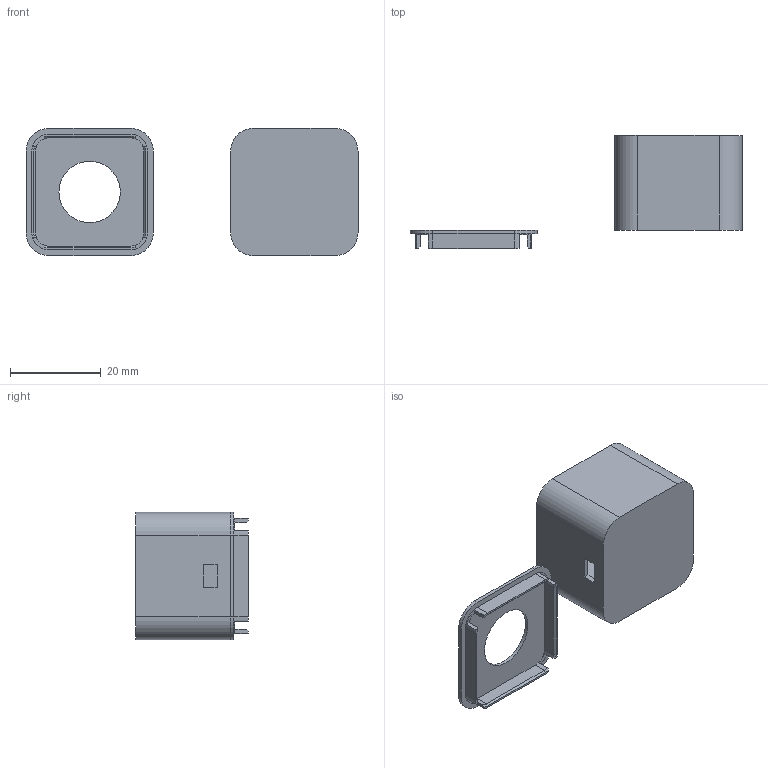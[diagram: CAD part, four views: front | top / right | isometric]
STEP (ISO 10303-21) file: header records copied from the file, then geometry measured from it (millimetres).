
FILE_DESCRIPTION(/* description */ (''),/* implementation_level */ '2;1');
FILE_NAME(/* name */ 'Case Button v3.step',/* time_stamp */ '2023-01-15T21:11:52+08:00',/* author */ (''),/* organization */ (''),/* preprocessor_version */ 'ST-DEVELOPER v19.2',/* originating_system */ 'Autodesk Translation Framework v11.17.0.187',/* authorisation */ '');
FILE_SCHEMA (('AUTOMOTIVE_DESIGN { 1 0 10303 214 3 1 1 }'));
Length unit declared in the file: millimetre
Products named in the file (3): Case Button; Penutup atas; Body bawah
Assembly tree (2 placements, depth 2):
  Case Button
    Penutup atas
    Body bawah
Bounding box: 73 x 24.8 x 28 mm (x, y, z)
Volume: 3487.2 mm3; surface area: 7470 mm2
Topology: 2 solids, 2 shells, 83 faces, 220 edges, 144 vertices
Faces by surface type: plane 54, cylinder 21, cone 8
Full cylindrical faces by diameter (mm): 13.5 x1
Entity records: 2661 total; most frequent: CARTESIAN_POINT 468, DIRECTION 454, ORIENTED_EDGE 440, EDGE_CURVE 220, AXIS2_PLACEMENT_3D 154, LINE 146, VECTOR 146, VERTEX_POINT 144
